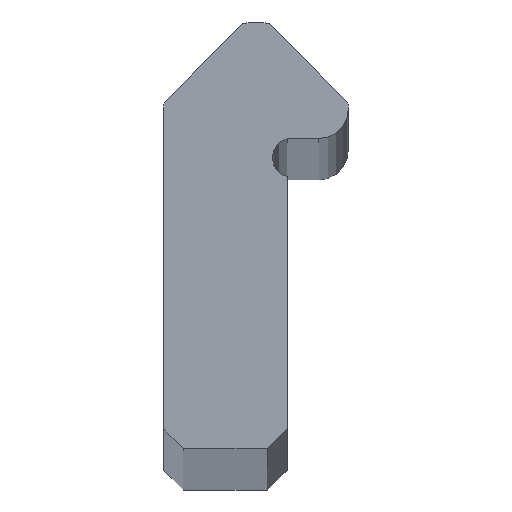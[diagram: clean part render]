
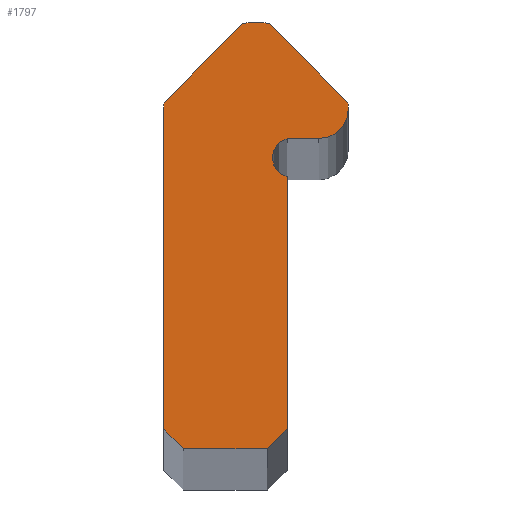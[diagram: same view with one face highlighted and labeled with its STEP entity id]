
A CAD part, top view. The second image highlights one B-rep face of the part: STEP entity #1797.
In plain terms, the highlighted planar face has unit normal (0, 0, 1).
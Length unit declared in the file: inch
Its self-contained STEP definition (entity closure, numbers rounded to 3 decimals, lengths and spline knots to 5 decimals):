
#26 = VECTOR ( 'NONE', #182, 39.37008 ) ;
#33 = CARTESIAN_POINT ( 'NONE',  ( 0.01371, -0.01371, 0. ) ) ;
#48 = DIRECTION ( 'NONE',  ( -1., 0., 0. ) ) ;
#58 = VECTOR ( 'NONE', #1501, 39.37008 ) ;
#61 = VECTOR ( 'NONE', #341, 39.37008 ) ;
#72 = EDGE_CURVE ( 'NONE', #1227, #754, #302, .T. ) ;
#87 = CARTESIAN_POINT ( 'NONE',  ( 0.0365, -0.14929, 0. ) ) ;
#108 = DIRECTION ( 'NONE',  ( 0., 0., -1. ) ) ;
#136 = LINE ( 'NONE', #1004, #177 ) ;
#166 = ORIENTED_EDGE ( 'NONE', *, *, #1426, .T. ) ;
#177 = VECTOR ( 'NONE', #1488, 39.37008 ) ;
#182 = DIRECTION ( 'NONE',  ( 0.707, 0.707, 0. ) ) ;
#193 = EDGE_CURVE ( 'NONE', #2178, #1900, #2032, .T. ) ;
#196 = CARTESIAN_POINT ( 'NONE',  ( 0.0315, -0.42393, 0. ) ) ;
#255 = DIRECTION ( 'NONE',  ( -1., 0., 0. ) ) ;
#269 = ORIENTED_EDGE ( 'NONE', *, *, #1783, .T. ) ;
#275 = VECTOR ( 'NONE', #376, 39.37008 ) ;
#279 = ORIENTED_EDGE ( 'NONE', *, *, #2066, .T. ) ;
#295 = DIRECTION ( 'NONE',  ( 0., 0., 1. ) ) ;
#302 = LINE ( 'NONE', #1491, #1842 ) ;
#334 = VERTEX_POINT ( 'NONE', #536 ) ;
#341 = DIRECTION ( 'NONE',  ( -0.707, -0.707, 0. ) ) ;
#346 = AXIS2_PLACEMENT_3D ( 'NONE', #2108, #1302, #255 ) ;
#376 = DIRECTION ( 'NONE',  ( 1., 0., 0. ) ) ;
#415 = EDGE_CURVE ( 'NONE', #1459, #444, #1990, .T. ) ;
#436 = DIRECTION ( 'NONE',  ( -1., 0., 0. ) ) ;
#444 = VERTEX_POINT ( 'NONE', #862 ) ;
#447 = CIRCLE ( 'NONE', #2057, 0.02 ) ;
#459 = DIRECTION ( 'NONE',  ( 0., -1., 0. ) ) ;
#536 = CARTESIAN_POINT ( 'NONE',  ( 0.0935, -0.09993, 0. ) ) ;
#540 = DIRECTION ( 'NONE',  ( 0., 1., 0. ) ) ;
#551 = LINE ( 'NONE', #1233, #1884 ) ;
#573 = ORIENTED_EDGE ( 'NONE', *, *, #193, .T. ) ;
#602 = EDGE_CURVE ( 'NONE', #1772, #2178, #1391, .T. ) ;
#604 = CARTESIAN_POINT ( 'NONE',  ( 0., -0.05657, 0. ) ) ;
#651 = DIRECTION ( 'NONE',  ( -1., 0., 0. ) ) ;
#731 = EDGE_CURVE ( 'NONE', #1349, #1179, #1997, .T. ) ;
#732 = ORIENTED_EDGE ( 'NONE', *, *, #1333, .T. ) ;
#743 = AXIS2_PLACEMENT_3D ( 'NONE', #1308, #2176, #651 ) ;
#754 = VERTEX_POINT ( 'NONE', #2139 ) ;
#761 = CARTESIAN_POINT ( 'NONE',  ( -0.0935, -0.42393, 0. ) ) ;
#770 = DIRECTION ( 'NONE',  ( -1., 0., 0. ) ) ;
#774 = CIRCLE ( 'NONE', #1235, 0.045 ) ;
#820 = AXIS2_PLACEMENT_3D ( 'NONE', #1935, #2097, #48 ) ;
#862 = CARTESIAN_POINT ( 'NONE',  ( -0.0935, -0.42393, 0. ) ) ;
#871 = CARTESIAN_POINT ( 'NONE',  ( -0.0735, -0.44393, 0. ) ) ;
#896 = VECTOR ( 'NONE', #1043, 39.37008 ) ;
#937 = ORIENTED_EDGE ( 'NONE', *, *, #731, .T. ) ;
#986 = DIRECTION ( 'NONE',  ( -1., 0., 0. ) ) ;
#1004 = CARTESIAN_POINT ( 'NONE',  ( 0.0315, -0.16866, 0. ) ) ;
#1043 = DIRECTION ( 'NONE',  ( 0.707, -0.707, 0. ) ) ;
#1089 = EDGE_CURVE ( 'NONE', #1191, #1687, #1688, .T. ) ;
#1102 = CIRCLE ( 'NONE', #346, 0.03 ) ;
#1107 = CARTESIAN_POINT ( 'NONE',  ( -0.0935, -0.09886, 0. ) ) ;
#1111 = CARTESIAN_POINT ( 'NONE',  ( 0.0315, -0.12993, 0. ) ) ;
#1112 = CARTESIAN_POINT ( 'NONE',  ( 0.0935, -0.09886, 0. ) ) ;
#1123 = CARTESIAN_POINT ( 'NONE',  ( 0.0315, -0.42393, 0. ) ) ;
#1169 = CIRCLE ( 'NONE', #743, 0.03 ) ;
#1172 = CARTESIAN_POINT ( 'NONE',  ( -0.0929, -0.0929, 0. ) ) ;
#1179 = VERTEX_POINT ( 'NONE', #33 ) ;
#1191 = VERTEX_POINT ( 'NONE', #1192 ) ;
#1192 = CARTESIAN_POINT ( 'NONE',  ( -0.01371, -0.01371, 0. ) ) ;
#1198 = ORIENTED_EDGE ( 'NONE', *, *, #1089, .T. ) ;
#1227 = VERTEX_POINT ( 'NONE', #1111 ) ;
#1233 = CARTESIAN_POINT ( 'NONE',  ( 0.0935, -0.09886, 0. ) ) ;
#1235 = AXIS2_PLACEMENT_3D ( 'NONE', #604, #1988, #986 ) ;
#1290 = VERTEX_POINT ( 'NONE', #1472 ) ;
#1302 = DIRECTION ( 'NONE',  ( 0., 0., 1. ) ) ;
#1308 = CARTESIAN_POINT ( 'NONE',  ( -0.0635, -0.09886, 0. ) ) ;
#1321 = EDGE_CURVE ( 'NONE', #1900, #1290, #136, .T. ) ;
#1333 = EDGE_CURVE ( 'NONE', #1687, #1459, #1169, .T. ) ;
#1335 = CARTESIAN_POINT ( 'NONE',  ( -0.0929, -0.0929, 0. ) ) ;
#1349 = VERTEX_POINT ( 'NONE', #1667 ) ;
#1362 = ORIENTED_EDGE ( 'NONE', *, *, #2030, .T. ) ;
#1364 = CARTESIAN_POINT ( 'NONE',  ( -0.0735, -0.44393, 0. ) ) ;
#1390 = FACE_OUTER_BOUND ( 'NONE', #1914, .T. ) ;
#1391 = LINE ( 'NONE', #2075, #275 ) ;
#1426 = EDGE_CURVE ( 'NONE', #1290, #1227, #447, .T. ) ;
#1455 = EDGE_CURVE ( 'NONE', #2091, #1349, #1102, .T. ) ;
#1459 = VERTEX_POINT ( 'NONE', #1107 ) ;
#1472 = CARTESIAN_POINT ( 'NONE',  ( 0.0315, -0.16866, 0. ) ) ;
#1488 = DIRECTION ( 'NONE',  ( 0., 1., 0. ) ) ;
#1489 = AXIS2_PLACEMENT_3D ( 'NONE', #1605, #295, #436 ) ;
#1491 = CARTESIAN_POINT ( 'NONE',  ( 0.0635, -0.12993, 0. ) ) ;
#1501 = DIRECTION ( 'NONE',  ( -0.707, 0.707, 0. ) ) ;
#1530 = EDGE_CURVE ( 'NONE', #1179, #1191, #774, .T. ) ;
#1590 = CIRCLE ( 'NONE', #1489, 0.03 ) ;
#1602 = ORIENTED_EDGE ( 'NONE', *, *, #72, .T. ) ;
#1605 = CARTESIAN_POINT ( 'NONE',  ( 0.0635, -0.09993, 0. ) ) ;
#1626 = ORIENTED_EDGE ( 'NONE', *, *, #1455, .T. ) ;
#1667 = CARTESIAN_POINT ( 'NONE',  ( 0.0929, -0.0929, 0. ) ) ;
#1687 = VERTEX_POINT ( 'NONE', #1335 ) ;
#1688 = LINE ( 'NONE', #1172, #61 ) ;
#1737 = PLANE ( 'NONE',  #820 ) ;
#1741 = ORIENTED_EDGE ( 'NONE', *, *, #415, .T. ) ;
#1772 = VERTEX_POINT ( 'NONE', #871 ) ;
#1783 = EDGE_CURVE ( 'NONE', #444, #1772, #2046, .T. ) ;
#1797 = ADVANCED_FACE ( 'NONE', ( #1390 ), #1737, .F. ) ;
#1842 = VECTOR ( 'NONE', #2147, 39.37008 ) ;
#1869 = ORIENTED_EDGE ( 'NONE', *, *, #1530, .T. ) ;
#1884 = VECTOR ( 'NONE', #540, 39.37008 ) ;
#1892 = ORIENTED_EDGE ( 'NONE', *, *, #602, .T. ) ;
#1900 = VERTEX_POINT ( 'NONE', #1123 ) ;
#1914 = EDGE_LOOP ( 'NONE', ( #732, #1741, #269, #1892, #573, #2078, #166, #1602, #279, #1362, #1626, #937, #1869, #1198 ) ) ;
#1935 = CARTESIAN_POINT ( 'NONE',  ( -0.0635, -0.09886, 0. ) ) ;
#1988 = DIRECTION ( 'NONE',  ( 0., 0., 1. ) ) ;
#1990 = LINE ( 'NONE', #761, #2196 ) ;
#1997 = LINE ( 'NONE', #2149, #58 ) ;
#2030 = EDGE_CURVE ( 'NONE', #334, #2091, #551, .T. ) ;
#2032 = LINE ( 'NONE', #196, #26 ) ;
#2046 = LINE ( 'NONE', #1364, #896 ) ;
#2057 = AXIS2_PLACEMENT_3D ( 'NONE', #87, #108, #770 ) ;
#2066 = EDGE_CURVE ( 'NONE', #754, #334, #1590, .T. ) ;
#2075 = CARTESIAN_POINT ( 'NONE',  ( 0.0115, -0.44393, 0. ) ) ;
#2078 = ORIENTED_EDGE ( 'NONE', *, *, #1321, .T. ) ;
#2091 = VERTEX_POINT ( 'NONE', #1112 ) ;
#2097 = DIRECTION ( 'NONE',  ( 0., 0., -1. ) ) ;
#2108 = CARTESIAN_POINT ( 'NONE',  ( 0.0635, -0.09886, 0. ) ) ;
#2139 = CARTESIAN_POINT ( 'NONE',  ( 0.0635, -0.12993, 0. ) ) ;
#2147 = DIRECTION ( 'NONE',  ( 1., 0., 0. ) ) ;
#2149 = CARTESIAN_POINT ( 'NONE',  ( 0.01371, -0.01371, 0. ) ) ;
#2152 = CARTESIAN_POINT ( 'NONE',  ( 0.0115, -0.44393, 0. ) ) ;
#2176 = DIRECTION ( 'NONE',  ( 0., 0., 1. ) ) ;
#2178 = VERTEX_POINT ( 'NONE', #2152 ) ;
#2196 = VECTOR ( 'NONE', #459, 39.37008 ) ;
